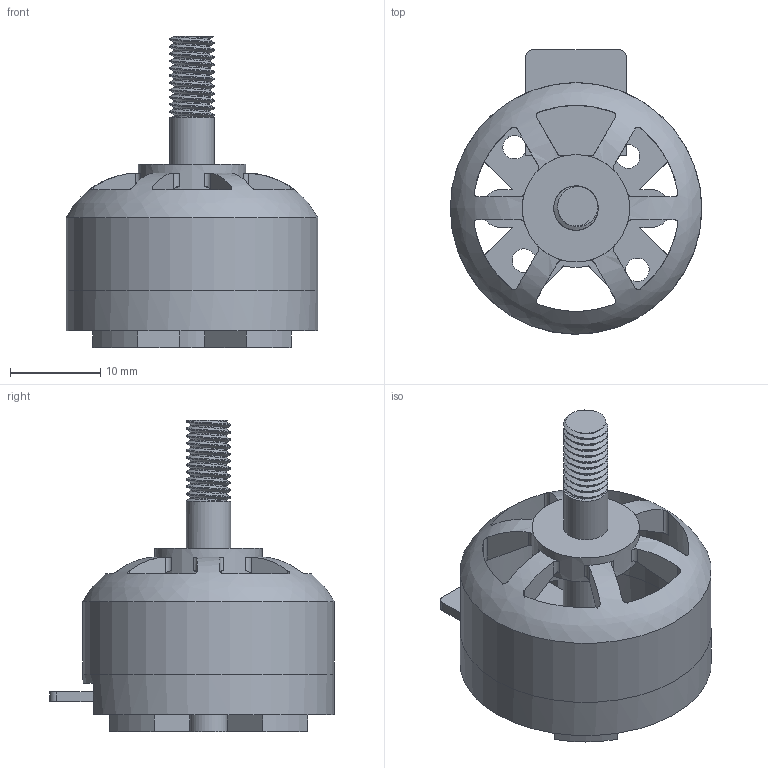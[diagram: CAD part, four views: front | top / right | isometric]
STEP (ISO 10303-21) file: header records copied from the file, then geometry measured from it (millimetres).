
FILE_DESCRIPTION(/* description */ (''),/* implementation_level */ '2;1');
FILE_NAME(/* name */ 'Weapon motor v5.step',/* time_stamp */ '2022-09-14T22:44:17-06:00',/* author */ (''),/* organization */ (''),/* preprocessor_version */ 'ST-DEVELOPER v19',/* originating_system */ 'Autodesk Translation Framework v11.7.0.108',/* authorisation */ '');
FILE_SCHEMA (('AUTOMOTIVE_DESIGN { 1 0 10303 214 3 1 1 }'));
Length unit declared in the file: millimetre
Products named in the file (3): Weapon motor; Component2; Component3
Assembly tree (2 placements, depth 2):
  Weapon motor
    Component2
    Component3
Bounding box: 27.8 x 31.45 x 34.38 mm (x, y, z)
Volume: 4409.4 mm3; surface area: 5294.7 mm2
Topology: 2 solids, 2 shells, 127 faces, 387 edges, 252 vertices
Faces by surface type: cylinder 70, plane 48, cone 6, bspline 3
Full cylindrical faces by diameter (mm): 2.6 x4, 3.99 x4, 4.901 x8, 5 x1, 5.473 x1, 10.5 x1, 11.87 x1, 22.8 x2, 27.8 x2
Entity records: 6623 total; most frequent: CARTESIAN_POINT 3211, ORIENTED_EDGE 774, DIRECTION 608, EDGE_CURVE 387, VERTEX_POINT 252, AXIS2_PLACEMENT_3D 216, LINE 176, VECTOR 176
